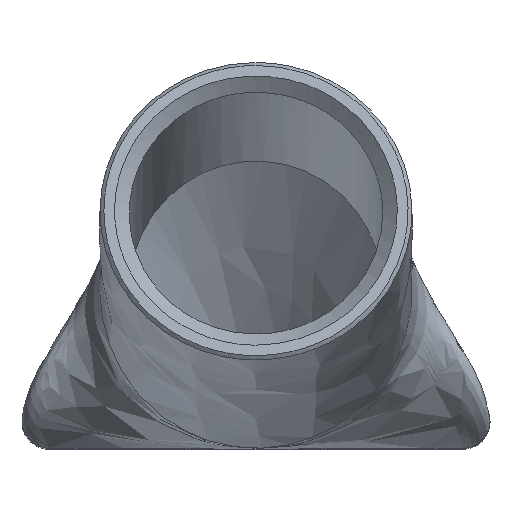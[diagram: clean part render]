
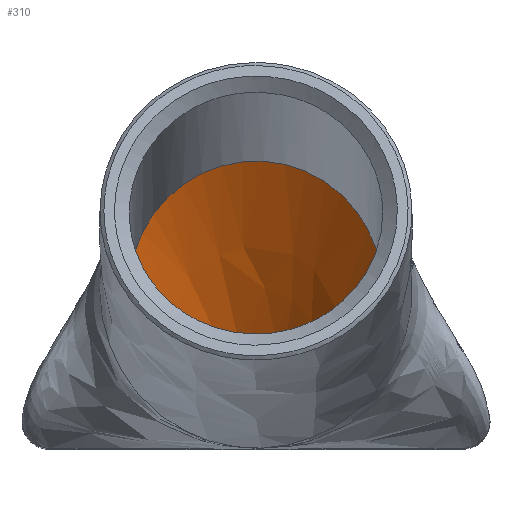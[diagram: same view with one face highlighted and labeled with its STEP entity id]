
A CAD part, top view. The second image highlights one B-rep face of the part: STEP entity #310.
In plain terms, the highlighted free-form (B-spline) face has degree [3, 3] with [17, 4] control points.
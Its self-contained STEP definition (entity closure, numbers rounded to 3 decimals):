
#50=CIRCLE('',#345,0.082);
#69=ELLIPSE('',#346,6.6,6.5);
#70=ELLIPSE('',#347,6.6,6.5);
#75=FACE_OUTER_BOUND('',#90,.T.);
#90=EDGE_LOOP('',(#218,#219,#220,#221,#222));
#106=B_SPLINE_CURVE_WITH_KNOTS('',3,(#727,#728,#729,#730),.UNSPECIFIED.,
 .F.,.F.,(4,4),(0.,1.),.UNSPECIFIED.);
#142=VERTEX_POINT('',#654);
#143=VERTEX_POINT('',#724);
#144=VERTEX_POINT('',#725);
#173=EDGE_CURVE('',#142,#142,#50,.T.);
#174=EDGE_CURVE('',#143,#144,#69,.T.);
#175=EDGE_CURVE('',#143,#142,#106,.T.);
#176=EDGE_CURVE('',#144,#143,#70,.T.);
#218=ORIENTED_EDGE('',*,*,#174,.F.);
#219=ORIENTED_EDGE('',*,*,#175,.T.);
#220=ORIENTED_EDGE('',*,*,#173,.T.);
#221=ORIENTED_EDGE('',*,*,#175,.F.);
#222=ORIENTED_EDGE('',*,*,#176,.F.);
#287=B_SPLINE_SURFACE_WITH_KNOTS('',3,3,((#656,#657,#658,#659),(#660,#661,
#662,#663),(#664,#665,#666,#667),(#668,#669,#670,#671),(#672,#673,#674,
#675),(#676,#677,#678,#679),(#680,#681,#682,#683),(#684,#685,#686,#687),
(#688,#689,#690,#691),(#692,#693,#694,#695),(#696,#697,#698,#699),(#700,
#701,#702,#703),(#704,#705,#706,#707),(#708,#709,#710,#711),(#712,#713,
#714,#715),(#716,#717,#718,#719),(#720,#721,#722,#723)),.UNSPECIFIED.,.T.,
 .F.,.F.,(4,1,1,1,1,1,1,1,1,1,1,1,1,1,4),(4,4),(0.,0.071,0.143,
0.214,0.286,0.357,0.429,
0.476,0.571,0.619,0.714,
0.786,0.857,0.929,1.),(0.,1.),
 .UNSPECIFIED.);
#310=ADVANCED_FACE('',(#75),#287,.F.);
#345=AXIS2_PLACEMENT_3D('',#655,#389,#390);
#346=AXIS2_PLACEMENT_3D('',#726,#391,#392);
#347=AXIS2_PLACEMENT_3D('',#731,#393,#394);
#389=DIRECTION('center_axis',(0.,0.,-1.));
#390=DIRECTION('ref_axis',(0.,1.,0.));
#391=DIRECTION('center_axis',(0.,0.,-1.));
#392=DIRECTION('ref_axis',(0.,1.,0.));
#393=DIRECTION('center_axis',(0.,0.,-1.));
#394=DIRECTION('ref_axis',(0.,1.,0.));
#654=CARTESIAN_POINT('',(0.,1.523,17.916));
#655=CARTESIAN_POINT('Origin',(0.,1.605,17.916));
#656=CARTESIAN_POINT('Ctrl Pts',(0.,1.523,
25.908));
#657=CARTESIAN_POINT('Ctrl Pts',(0.,1.523,
23.244));
#658=CARTESIAN_POINT('Ctrl Pts',(0.,1.523,
20.58));
#659=CARTESIAN_POINT('Ctrl Pts',(0.,1.523,
17.916));
#660=CARTESIAN_POINT('Ctrl Pts',(-0.972,1.523,25.908));
#661=CARTESIAN_POINT('Ctrl Pts',(-0.652,1.524,23.244));
#662=CARTESIAN_POINT('Ctrl Pts',(-0.332,1.523,20.58));
#663=CARTESIAN_POINT('Ctrl Pts',(-0.012,1.523,17.916));
#664=CARTESIAN_POINT('Ctrl Pts',(-2.916,1.974,25.908));
#665=CARTESIAN_POINT('Ctrl Pts',(-1.956,1.825,23.244));
#666=CARTESIAN_POINT('Ctrl Pts',(-0.997,1.677,20.58));
#667=CARTESIAN_POINT('Ctrl Pts',(-0.037,1.529,17.916));
#668=CARTESIAN_POINT('Ctrl Pts',(-5.256,3.867,25.908));
#669=CARTESIAN_POINT('Ctrl Pts',(-3.526,3.095,23.244));
#670=CARTESIAN_POINT('Ctrl Pts',(-1.796,2.324,20.58));
#671=CARTESIAN_POINT('Ctrl Pts',(-0.066,1.552,17.916));
#672=CARTESIAN_POINT('Ctrl Pts',(-6.553,6.605,25.908));
#673=CARTESIAN_POINT('Ctrl Pts',(-4.396,4.932,23.244));
#674=CARTESIAN_POINT('Ctrl Pts',(-2.239,3.259,20.58));
#675=CARTESIAN_POINT('Ctrl Pts',(-0.082,1.586,17.916));
#676=CARTESIAN_POINT('Ctrl Pts',(-6.554,9.641,25.908));
#677=CARTESIAN_POINT('Ctrl Pts',(-4.396,6.969,23.244));
#678=CARTESIAN_POINT('Ctrl Pts',(-2.239,4.296,20.58));
#679=CARTESIAN_POINT('Ctrl Pts',(-0.082,1.623,17.916));
#680=CARTESIAN_POINT('Ctrl Pts',(-5.255,12.379,25.908));
#681=CARTESIAN_POINT('Ctrl Pts',(-3.525,8.805,23.244));
#682=CARTESIAN_POINT('Ctrl Pts',(-1.796,5.232,20.58));
#683=CARTESIAN_POINT('Ctrl Pts',(-0.066,1.657,17.916));
#684=CARTESIAN_POINT('Ctrl Pts',(-3.177,14.061,25.908));
#685=CARTESIAN_POINT('Ctrl Pts',(-2.131,9.934,23.244));
#686=CARTESIAN_POINT('Ctrl Pts',(-1.086,5.805,20.58));
#687=CARTESIAN_POINT('Ctrl Pts',(-0.04,1.678,17.916));
#688=CARTESIAN_POINT('Ctrl Pts',(-0.356,14.947,25.908));
#689=CARTESIAN_POINT('Ctrl Pts',(-0.239,10.527,23.244));
#690=CARTESIAN_POINT('Ctrl Pts',(-0.121,6.109,20.58));
#691=CARTESIAN_POINT('Ctrl Pts',(-0.004,1.689,
17.916));
#692=CARTESIAN_POINT('Ctrl Pts',(2.32,14.539,25.908));
#693=CARTESIAN_POINT('Ctrl Pts',(1.557,10.255,23.244));
#694=CARTESIAN_POINT('Ctrl Pts',(0.792,5.968,20.58));
#695=CARTESIAN_POINT('Ctrl Pts',(0.029,1.684,17.916));
#696=CARTESIAN_POINT('Ctrl Pts',(5.033,12.661,25.908));
#697=CARTESIAN_POINT('Ctrl Pts',(3.376,8.995,23.244));
#698=CARTESIAN_POINT('Ctrl Pts',(1.72,5.327,20.58));
#699=CARTESIAN_POINT('Ctrl Pts',(0.063,1.661,17.916));
#700=CARTESIAN_POINT('Ctrl Pts',(6.557,9.983,25.908));
#701=CARTESIAN_POINT('Ctrl Pts',(4.399,7.198,23.244));
#702=CARTESIAN_POINT('Ctrl Pts',(2.241,4.413,20.58));
#703=CARTESIAN_POINT('Ctrl Pts',(0.082,1.628,17.916));
#704=CARTESIAN_POINT('Ctrl Pts',(6.552,6.604,25.908));
#705=CARTESIAN_POINT('Ctrl Pts',(4.395,4.931,23.244));
#706=CARTESIAN_POINT('Ctrl Pts',(2.239,3.258,20.58));
#707=CARTESIAN_POINT('Ctrl Pts',(0.082,1.586,17.916));
#708=CARTESIAN_POINT('Ctrl Pts',(5.256,3.869,25.908));
#709=CARTESIAN_POINT('Ctrl Pts',(3.526,3.097,23.244));
#710=CARTESIAN_POINT('Ctrl Pts',(1.796,2.324,20.58));
#711=CARTESIAN_POINT('Ctrl Pts',(0.066,1.552,17.916));
#712=CARTESIAN_POINT('Ctrl Pts',(2.916,1.973,25.908));
#713=CARTESIAN_POINT('Ctrl Pts',(1.956,1.825,23.244));
#714=CARTESIAN_POINT('Ctrl Pts',(0.996,1.677,20.58));
#715=CARTESIAN_POINT('Ctrl Pts',(0.037,1.529,17.916));
#716=CARTESIAN_POINT('Ctrl Pts',(0.972,1.523,25.908));
#717=CARTESIAN_POINT('Ctrl Pts',(0.652,1.523,23.244));
#718=CARTESIAN_POINT('Ctrl Pts',(0.332,1.523,20.58));
#719=CARTESIAN_POINT('Ctrl Pts',(0.012,1.523,17.916));
#720=CARTESIAN_POINT('Ctrl Pts',(0.,1.523,25.908));
#721=CARTESIAN_POINT('Ctrl Pts',(0.,1.523,
23.244));
#722=CARTESIAN_POINT('Ctrl Pts',(0.,1.523,
20.58));
#723=CARTESIAN_POINT('Ctrl Pts',(0.,1.523,
17.916));
#724=CARTESIAN_POINT('',(0.,1.523,25.908));
#725=CARTESIAN_POINT('',(6.5,8.123,25.908));
#726=CARTESIAN_POINT('Origin',(0.,8.123,25.908));
#727=CARTESIAN_POINT('Ctrl Pts',(0.,1.523,25.908));
#728=CARTESIAN_POINT('Ctrl Pts',(0.,1.523,
23.244));
#729=CARTESIAN_POINT('Ctrl Pts',(0.,1.523,
20.58));
#730=CARTESIAN_POINT('Ctrl Pts',(0.,1.523,
17.916));
#731=CARTESIAN_POINT('Origin',(0.,8.123,25.908));
